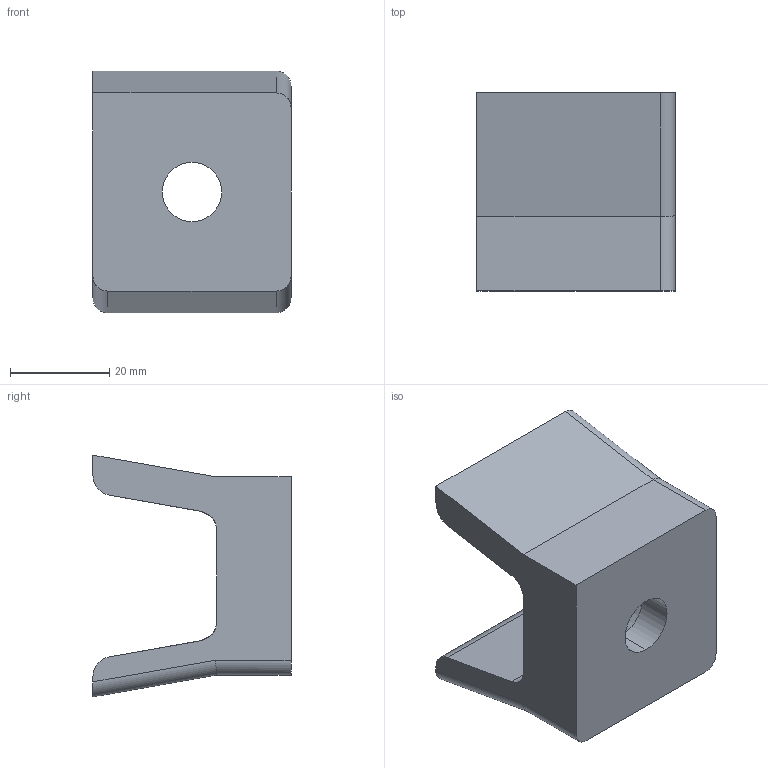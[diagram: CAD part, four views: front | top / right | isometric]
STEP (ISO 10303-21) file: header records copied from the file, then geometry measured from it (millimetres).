
FILE_DESCRIPTION (( 'STEP AP203' ), '1' );
FILE_NAME ('master_actuatorHolder1.STEP', '2025-08-14T19:49:23', ( '' ), ( '' ), 'SwSTEP 2.0', 'SolidWorks 2019', '' );
FILE_SCHEMA (( 'CONFIG_CONTROL_DESIGN' ));
Length unit declared in the file: millimetre
Products named in the file (1): master_actuatorHolder1
Bounding box: 40 x 40 x 48.82 mm (x, y, z)
Volume: 35014.1 mm3; surface area: 10578.5 mm2
Topology: 1 solids, 1 shells, 36 faces, 93 edges, 55 vertices
Faces by surface type: cylinder 16, plane 14, bspline 4, cone 2
Entity records: 1311 total; most frequent: CARTESIAN_POINT 395, ORIENTED_EDGE 178, DIRECTION 174, EDGE_CURVE 89, AXIS2_PLACEMENT_3D 62, VERTEX_POINT 55, VECTOR 50, LINE 50
